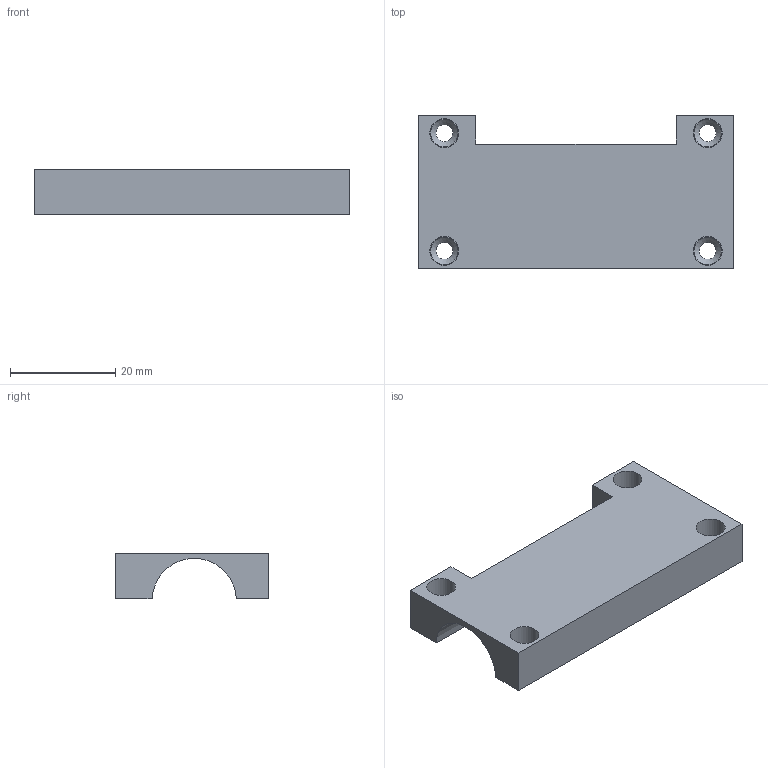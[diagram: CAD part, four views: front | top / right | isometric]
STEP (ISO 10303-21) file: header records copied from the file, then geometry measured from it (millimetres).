
FILE_DESCRIPTION(/* description */ (''),/* implementation_level */ '2;1');
FILE_NAME(/* name */ 'Y-Schlitten-Klemme.step',/* time_stamp */ '2024-02-17T13:43:24+01:00',/* author */ (''),/* organization */ (''),/* preprocessor_version */ 'ST-DEVELOPER v20',/* originating_system */ 'Autodesk Translation Framework v12.20.1.177',/* authorisation */ '');
FILE_SCHEMA (('AUTOMOTIVE_DESIGN { 1 0 10303 214 3 1 1 }'));
Length unit declared in the file: millimetre
Products named in the file (1): Y-Schlitten-Klemme
Bounding box: 60 x 29.16 x 8.73 mm (x, y, z)
Volume: 7085 mm3; surface area: 5468.8 mm2
Topology: 1 solids, 1 shells, 28 faces, 62 edges, 40 vertices
Faces by surface type: plane 15, cylinder 9, cone 4
Full cylindrical faces by diameter (mm): 3.2 x4, 5.5 x4
Entity records: 825 total; most frequent: DIRECTION 142, CARTESIAN_POINT 131, ORIENTED_EDGE 124, EDGE_CURVE 62, AXIS2_PLACEMENT_3D 51, EDGE_LOOP 40, LINE 40, VECTOR 40
